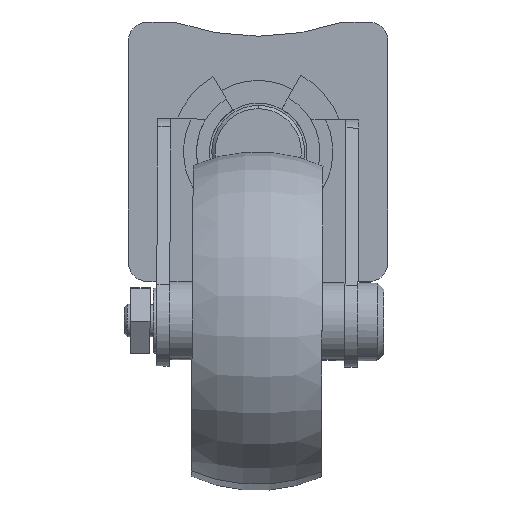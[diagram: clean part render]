
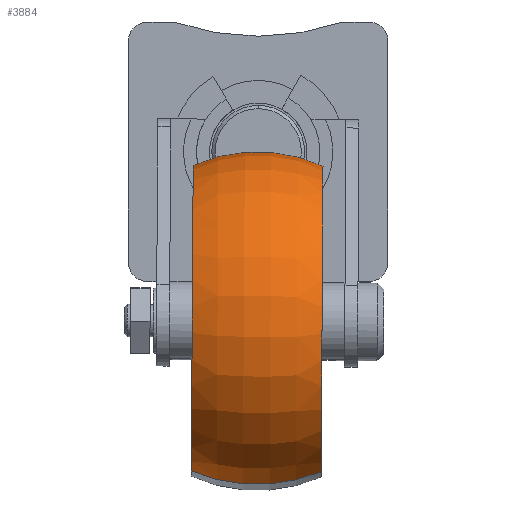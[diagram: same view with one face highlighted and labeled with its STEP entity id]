
A CAD part, front view. The second image highlights one B-rep face of the part: STEP entity #3884.
In plain terms, the highlighted toroidal (fillet/blend) face has major radius 1.087 mm and minor radius 25 mm.
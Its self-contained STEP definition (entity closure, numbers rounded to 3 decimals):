
#257 = DIRECTION ( 'NONE',  ( 0., 0., -1. ) ) ;
#319 = DIRECTION ( 'NONE',  ( 0., 0., 1. ) ) ;
#388 = CARTESIAN_POINT ( 'NONE',  ( 3.5, 0., 24. ) ) ;
#645 = DIRECTION ( 'NONE',  ( 0., 1., 0. ) ) ;
#677 = AXIS2_PLACEMENT_3D ( 'NONE', #4253, #1060, #257 ) ;
#726 = CARTESIAN_POINT ( 'NONE',  ( 13.5, 0., 0. ) ) ;
#745 = CIRCLE ( 'NONE', #3114, 24. ) ;
#777 = ORIENTED_EDGE ( 'NONE', *, *, #1028, .F. ) ;
#788 = EDGE_LOOP ( 'NONE', ( #4312, #1567, #777, #2346 ) ) ;
#1024 = CARTESIAN_POINT ( 'NONE',  ( 23.5, 0., 0. ) ) ;
#1028 = EDGE_CURVE ( 'NONE', #1155, #4610, #3010, .T. ) ;
#1060 = DIRECTION ( 'NONE',  ( 0., -1., 0. ) ) ;
#1155 = VERTEX_POINT ( 'NONE', #388 ) ;
#1221 = CARTESIAN_POINT ( 'NONE',  ( 23.5, 0., 24. ) ) ;
#1246 = VERTEX_POINT ( 'NONE', #1221 ) ;
#1282 = FACE_OUTER_BOUND ( 'NONE', #788, .T. ) ;
#1306 = AXIS2_PLACEMENT_3D ( 'NONE', #726, #2722, #1863 ) ;
#1368 = DIRECTION ( 'NONE',  ( 0., 0., 1. ) ) ;
#1483 = CARTESIAN_POINT ( 'NONE',  ( 3.5, 0., -24. ) ) ;
#1485 = CARTESIAN_POINT ( 'NONE',  ( 13.5, 0., -1.087 ) ) ;
#1523 = TOROIDAL_SURFACE ( 'NONE', #1306, 1.087, 25. ) ;
#1567 = ORIENTED_EDGE ( 'NONE', *, *, #2297, .T. ) ;
#1771 = VERTEX_POINT ( 'NONE', #5119 ) ;
#1863 = DIRECTION ( 'NONE',  ( 0., 0., 1. ) ) ;
#2274 = CARTESIAN_POINT ( 'NONE',  ( 3.5, 0., 0. ) ) ;
#2297 = EDGE_CURVE ( 'NONE', #1771, #4610, #4174, .T. ) ;
#2346 = ORIENTED_EDGE ( 'NONE', *, *, #2902, .F. ) ;
#2722 = DIRECTION ( 'NONE',  ( -1., 0., 0. ) ) ;
#2902 = EDGE_CURVE ( 'NONE', #1246, #1155, #3349, .T. ) ;
#3010 = CIRCLE ( 'NONE', #4398, 24. ) ;
#3114 = AXIS2_PLACEMENT_3D ( 'NONE', #1024, #3357, #1368 ) ;
#3165 = EDGE_CURVE ( 'NONE', #1246, #1771, #745, .T. ) ;
#3349 = CIRCLE ( 'NONE', #677, 25. ) ;
#3357 = DIRECTION ( 'NONE',  ( -1., 0., 0. ) ) ;
#3744 = AXIS2_PLACEMENT_3D ( 'NONE', #1485, #645, #4635 ) ;
#3884 = ADVANCED_FACE ( 'NONE', ( #1282 ), #1523, .T. ) ;
#3932 = DIRECTION ( 'NONE',  ( -1., 0., 0. ) ) ;
#4174 = CIRCLE ( 'NONE', #3744, 25. ) ;
#4253 = CARTESIAN_POINT ( 'NONE',  ( 13.5, 0., 1.087 ) ) ;
#4312 = ORIENTED_EDGE ( 'NONE', *, *, #3165, .T. ) ;
#4398 = AXIS2_PLACEMENT_3D ( 'NONE', #2274, #3932, #319 ) ;
#4610 = VERTEX_POINT ( 'NONE', #1483 ) ;
#4635 = DIRECTION ( 'NONE',  ( 0., 0., 1. ) ) ;
#5119 = CARTESIAN_POINT ( 'NONE',  ( 23.5, 0., -24. ) ) ;
